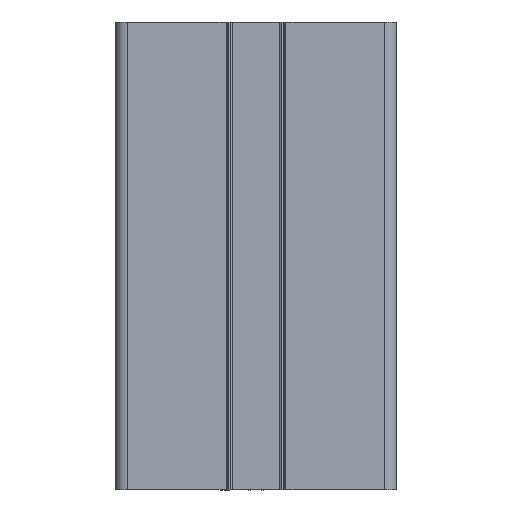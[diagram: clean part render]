
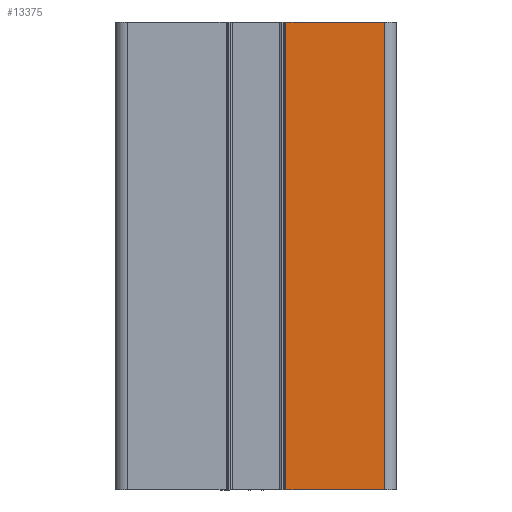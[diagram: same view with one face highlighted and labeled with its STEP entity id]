
A CAD part, front view. The second image highlights one B-rep face of the part: STEP entity #13375.
In plain terms, the highlighted planar face has unit normal (0, -1, 0).
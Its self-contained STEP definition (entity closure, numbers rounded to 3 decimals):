
#439 = FACE_OUTER_BOUND ( 'NONE', #13277, .T. ) ;
#546 = DIRECTION ( 'NONE',  ( 0., 0., 1. ) ) ;
#732 = ORIENTED_EDGE ( 'NONE', *, *, #10827, .F. ) ;
#878 = DIRECTION ( 'NONE',  ( 1., 0., 0. ) ) ;
#950 = ORIENTED_EDGE ( 'NONE', *, *, #13594, .F. ) ;
#1076 = CARTESIAN_POINT ( 'NONE',  ( 6974.655, 1519.369, 0. ) ) ;
#2294 = VERTEX_POINT ( 'NONE', #1076 ) ;
#2383 = ORIENTED_EDGE ( 'NONE', *, *, #11267, .T. ) ;
#2496 = CARTESIAN_POINT ( 'NONE',  ( 6953.555, 1519.369, 100. ) ) ;
#5498 = CARTESIAN_POINT ( 'NONE',  ( 6953.555, 1519.369, 0. ) ) ;
#6462 = VECTOR ( 'NONE', #14681, 1000. ) ;
#6511 = LINE ( 'NONE', #14839, #6462 ) ;
#7342 = AXIS2_PLACEMENT_3D ( 'NONE', #13636, #14877, #7504 ) ;
#7504 = DIRECTION ( 'NONE',  ( -1., 0., 0. ) ) ;
#7926 = CARTESIAN_POINT ( 'NONE',  ( 6953.555, 1519.369, 100. ) ) ;
#9169 = VECTOR ( 'NONE', #546, 1000. ) ;
#9282 = EDGE_CURVE ( 'NONE', #15450, #2294, #6511, .T. ) ;
#10273 = VERTEX_POINT ( 'NONE', #5498 ) ;
#10827 = EDGE_CURVE ( 'NONE', #13346, #15450, #14130, .T. ) ;
#11267 = EDGE_CURVE ( 'NONE', #10273, #2294, #11857, .T. ) ;
#11664 = VECTOR ( 'NONE', #15430, 1000. ) ;
#11857 = LINE ( 'NONE', #14214, #11664 ) ;
#12442 = PLANE ( 'NONE',  #7342 ) ;
#13277 = EDGE_LOOP ( 'NONE', ( #14560, #732, #950, #2383 ) ) ;
#13346 = VERTEX_POINT ( 'NONE', #2496 ) ;
#13375 = ADVANCED_FACE ( 'NONE', ( #439 ), #12442, .F. ) ;
#13594 = EDGE_CURVE ( 'NONE', #10273, #13346, #15680, .T. ) ;
#13636 = CARTESIAN_POINT ( 'NONE',  ( 6953.555, 1519.369, 100. ) ) ;
#14126 = VECTOR ( 'NONE', #878, 1000. ) ;
#14130 = LINE ( 'NONE', #15601, #14126 ) ;
#14214 = CARTESIAN_POINT ( 'NONE',  ( 6953.555, 1519.369, 0. ) ) ;
#14560 = ORIENTED_EDGE ( 'NONE', *, *, #9282, .F. ) ;
#14681 = DIRECTION ( 'NONE',  ( 0., 0., -1. ) ) ;
#14839 = CARTESIAN_POINT ( 'NONE',  ( 6974.655, 1519.369, 100. ) ) ;
#14877 = DIRECTION ( 'NONE',  ( 0., 1., 0. ) ) ;
#15430 = DIRECTION ( 'NONE',  ( 1., 0., 0. ) ) ;
#15450 = VERTEX_POINT ( 'NONE', #15923 ) ;
#15601 = CARTESIAN_POINT ( 'NONE',  ( 6918.455, 1519.369, 100. ) ) ;
#15680 = LINE ( 'NONE', #7926, #9169 ) ;
#15923 = CARTESIAN_POINT ( 'NONE',  ( 6974.655, 1519.369, 100. ) ) ;
